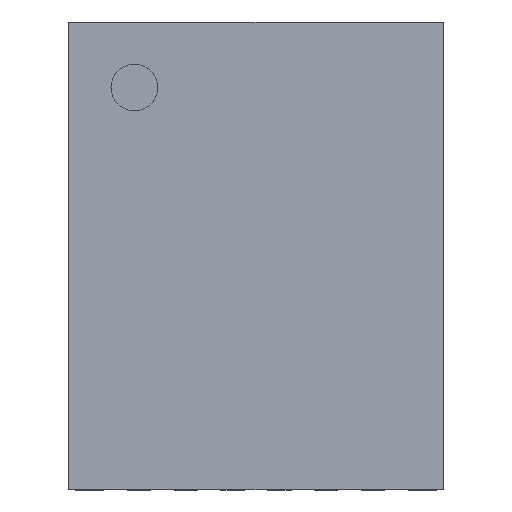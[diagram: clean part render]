
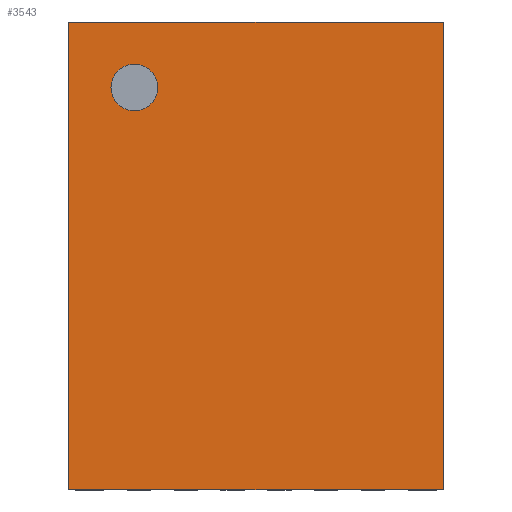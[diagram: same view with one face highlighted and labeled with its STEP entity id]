
A CAD part, top view. The second image highlights one B-rep face of the part: STEP entity #3543.
In plain terms, the highlighted planar face has unit normal (0, 0, 1).
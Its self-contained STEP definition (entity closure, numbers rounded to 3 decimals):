
#18=FACE_BOUND('',#515,.T.);
#75=CIRCLE('',#3804,0.25);
#314=FACE_OUTER_BOUND('',#514,.T.);
#514=EDGE_LOOP('',(#3176,#3177,#3178,#3179));
#515=EDGE_LOOP('',(#3180));
#596=LINE('',#4931,#1033);
#677=LINE('',#5103,#1114);
#951=LINE('',#5751,#1388);
#952=LINE('',#5755,#1389);
#1033=VECTOR('',#3930,10.);
#1114=VECTOR('',#4047,10.);
#1388=VECTOR('',#4749,10.);
#1389=VECTOR('',#4756,10.);
#1461=VERTEX_POINT('',#4928);
#1462=VERTEX_POINT('',#4930);
#1535=VERTEX_POINT('',#5101);
#1693=VERTEX_POINT('',#5742);
#1695=VERTEX_POINT('',#5749);
#1776=EDGE_CURVE('',#1462,#1461,#596,.T.);
#1857=EDGE_CURVE('',#1461,#1535,#677,.T.);
#2185=EDGE_CURVE('',#1693,#1693,#75,.T.);
#2189=EDGE_CURVE('',#1535,#1695,#951,.T.);
#2190=EDGE_CURVE('',#1695,#1462,#952,.T.);
#3176=ORIENTED_EDGE('',*,*,#2190,.T.);
#3177=ORIENTED_EDGE('',*,*,#1776,.T.);
#3178=ORIENTED_EDGE('',*,*,#1857,.T.);
#3179=ORIENTED_EDGE('',*,*,#2189,.T.);
#3180=ORIENTED_EDGE('',*,*,#2185,.T.);
#3347=PLANE('',#3811);
#3543=ADVANCED_FACE('',(#314,#18),#3347,.T.);
#3804=AXIS2_PLACEMENT_3D('',#5743,#4739,#4740);
#3811=AXIS2_PLACEMENT_3D('',#5756,#4757,#4758);
#3930=DIRECTION('',(0.,1.,0.));
#4047=DIRECTION('',(-1.,0.,0.));
#4739=DIRECTION('center_axis',(0.,0.,-1.));
#4740=DIRECTION('ref_axis',(-1.,0.,0.));
#4749=DIRECTION('',(0.,-1.,0.));
#4756=DIRECTION('',(1.,0.,0.));
#4757=DIRECTION('center_axis',(0.,0.,1.));
#4758=DIRECTION('ref_axis',(1.,0.,0.));
#4928=CARTESIAN_POINT('',(2.,2.5,0.83));
#4930=CARTESIAN_POINT('',(2.,-2.5,0.83));
#4931=CARTESIAN_POINT('',(2.,2.5,0.83));
#5101=CARTESIAN_POINT('',(-2.,2.5,0.83));
#5103=CARTESIAN_POINT('',(-2.,2.5,0.83));
#5742=CARTESIAN_POINT('',(-1.05,1.8,0.83));
#5743=CARTESIAN_POINT('Origin',(-1.3,1.8,0.83));
#5749=CARTESIAN_POINT('',(-2.,-2.5,0.83));
#5751=CARTESIAN_POINT('',(-2.,-2.5,0.83));
#5755=CARTESIAN_POINT('',(2.,-2.5,0.83));
#5756=CARTESIAN_POINT('Origin',(0.,0.,0.83));
